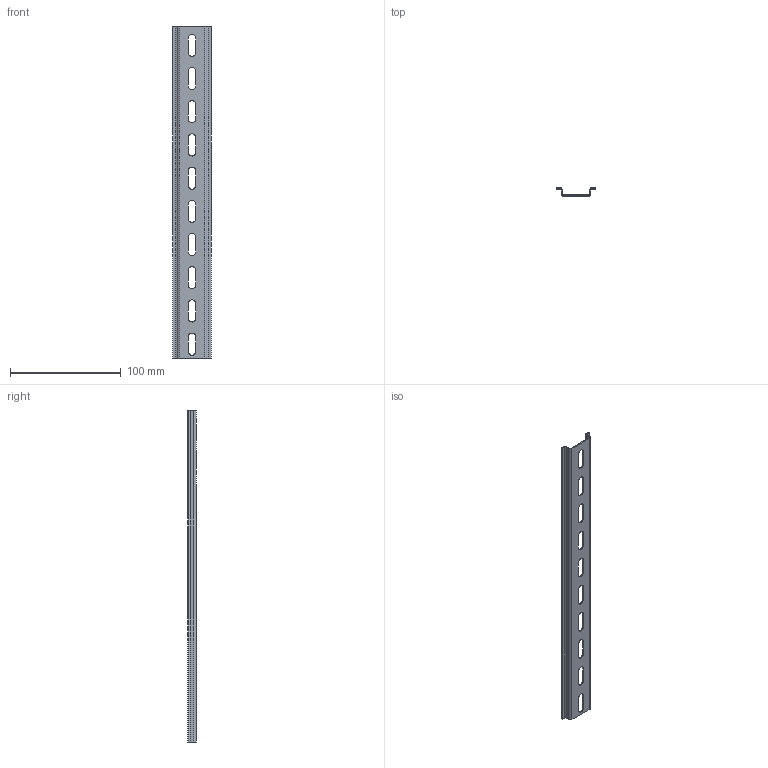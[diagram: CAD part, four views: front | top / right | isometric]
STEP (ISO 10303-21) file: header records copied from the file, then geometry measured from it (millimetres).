
FILE_DESCRIPTION (( 'STEP AP214' ), '1' );
FILE_NAME ('DNR-3-1,0-300.STEP', '2023-11-30T07:51:04', ( '' ), ( '' ), 'SwSTEP 2.0', 'SolidWorks 2022', '' );
FILE_SCHEMA (( 'AUTOMOTIVE_DESIGN' ));
Length unit declared in the file: millimetre
Products named in the file (1): DNR-3-1,0-300
Bounding box: 35 x 7.5 x 300 mm (x, y, z)
Volume: 12418.1 mm3; surface area: 26001.3 mm2
Topology: 1 solids, 1 shells, 78 faces, 196 edges, 120 vertices
Faces by surface type: plane 50, cylinder 28
Entity records: 2385 total; most frequent: DIRECTION 410, CARTESIAN_POINT 395, ORIENTED_EDGE 392, EDGE_CURVE 196, VECTOR 140, LINE 140, AXIS2_PLACEMENT_3D 135, VERTEX_POINT 120
